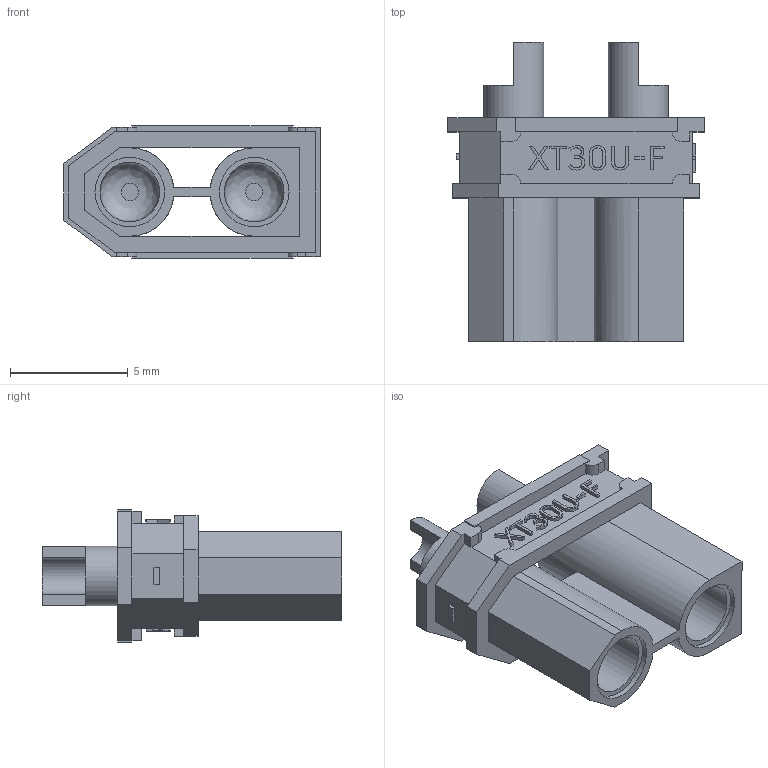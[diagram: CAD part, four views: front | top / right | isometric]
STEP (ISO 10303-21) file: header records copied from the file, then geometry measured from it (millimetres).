
FILE_DESCRIPTION(/* description */ (''),/* implementation_level */ '2;1');
FILE_NAME(/* name */ 'XT30U-F.step',/* time_stamp */ '2024-01-02T11:25:21-05:00',/* author */ (''),/* organization */ (''),/* preprocessor_version */ 'ST-DEVELOPER v20',/* originating_system */ 'Autodesk Translation Framework v12.14.0.127',/* authorisation */ '');
FILE_SCHEMA (('AUTOMOTIVE_DESIGN { 1 0 10303 214 3 1 1 }'));
Length unit declared in the file: millimetre
Products named in the file (1): XT30U-F
Bounding box: 10.87 x 12.71 x 5.62 mm (x, y, z)
Volume: 218.7 mm3; surface area: 637.7 mm2
Topology: 1 solids, 1 shells, 520 faces, 1483 edges, 986 vertices
Faces by surface type: bspline 286, plane 216, cylinder 18
Full cylindrical faces by diameter (mm): 1.53 x2, 2.53 x4, 2.95 x2
Entity records: 19667 total; most frequent: CARTESIAN_POINT 7988, ORIENTED_EDGE 2966, EDGE_CURVE 1483, DIRECTION 1439, VERTEX_POINT 986, LINE 861, VECTOR 861, B_SPLINE_CURVE_WITH_KNOTS 568
